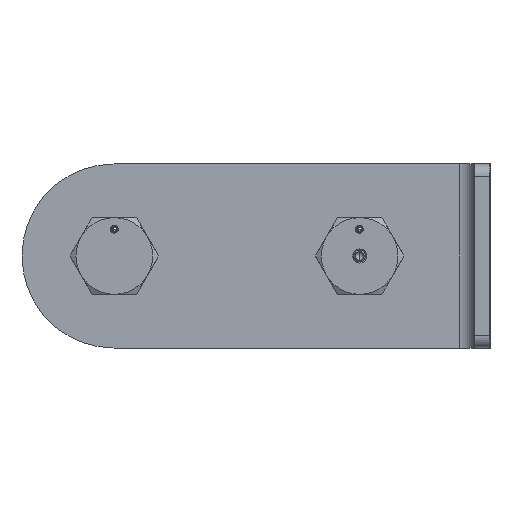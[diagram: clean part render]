
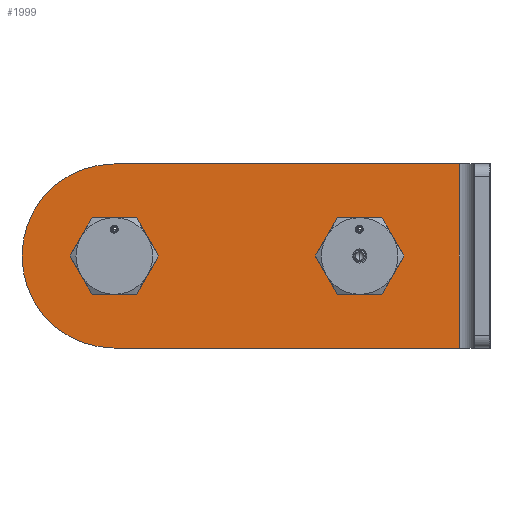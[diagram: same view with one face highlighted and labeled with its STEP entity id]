
A CAD part, left-side view. The second image highlights one B-rep face of the part: STEP entity #1999.
In plain terms, the highlighted planar face has unit normal (-1, 0, 0).
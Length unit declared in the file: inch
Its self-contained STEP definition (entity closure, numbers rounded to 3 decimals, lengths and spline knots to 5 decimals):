
#10 = EDGE_CURVE ( 'NONE', #15730, #5189, #8434, .T. ) ;
#147 = CARTESIAN_POINT ( 'NONE',  ( -7.8205, 0.006, 0.50046 ) ) ;
#332 = VERTEX_POINT ( 'NONE', #6743 ) ;
#709 = EDGE_LOOP ( 'NONE', ( #11339, #7230, #8764 ) ) ;
#769 = CARTESIAN_POINT ( 'NONE',  ( -7.8205, 0., 0. ) ) ;
#873 = DIRECTION ( 'NONE',  ( 0., 0., -1. ) ) ;
#1120 = DIRECTION ( 'NONE',  ( 0., 0., -1. ) ) ;
#1123 = ORIENTED_EDGE ( 'NONE', *, *, #11344, .F. ) ;
#1407 = CARTESIAN_POINT ( 'NONE',  ( -7.8205, -1.625, -1.5 ) ) ;
#1999 = ADVANCED_FACE ( 'NONE', ( #11690, #15648, #4038 ), #14484, .F. ) ;
#2034 = DIRECTION ( 'NONE',  ( 0., 0., 1. ) ) ;
#2155 = CARTESIAN_POINT ( 'NONE',  ( -7.8205, 4., 0.438 ) ) ;
#2299 = VERTEX_POINT ( 'NONE', #3469 ) ;
#2454 = ORIENTED_EDGE ( 'NONE', *, *, #7084, .T. ) ;
#2821 = VERTEX_POINT ( 'NONE', #12769 ) ;
#2824 = EDGE_CURVE ( 'NONE', #2821, #9622, #6793, .T. ) ;
#2868 = DIRECTION ( 'NONE',  ( 1., 0., 0. ) ) ;
#2932 = ORIENTED_EDGE ( 'NONE', *, *, #8285, .T. ) ;
#2999 = VERTEX_POINT ( 'NONE', #7089 ) ;
#3149 = DIRECTION ( 'NONE',  ( 1., 0., 0. ) ) ;
#3261 = EDGE_CURVE ( 'NONE', #332, #4561, #4194, .T. ) ;
#3469 = CARTESIAN_POINT ( 'NONE',  ( -7.8205, 4., 0.5005 ) ) ;
#3968 = DIRECTION ( 'NONE',  ( 0., 1., 0. ) ) ;
#4038 = FACE_OUTER_BOUND ( 'NONE', #14194, .T. ) ;
#4044 = CIRCLE ( 'NONE', #13184, 0.0625 ) ;
#4194 = CIRCLE ( 'NONE', #14121, 0.45312 ) ;
#4561 = VERTEX_POINT ( 'NONE', #10835 ) ;
#4845 = AXIS2_PLACEMENT_3D ( 'NONE', #1407, #2868, #6589 ) ;
#4855 = DIRECTION ( 'NONE',  ( 1., 0., 0. ) ) ;
#4933 = DIRECTION ( 'NONE',  ( 0., 0., -1. ) ) ;
#4995 = EDGE_CURVE ( 'NONE', #12034, #5189, #15071, .T. ) ;
#5159 = DIRECTION ( 'NONE',  ( 0., 0., -1. ) ) ;
#5189 = VERTEX_POINT ( 'NONE', #15757 ) ;
#5624 = ORIENTED_EDGE ( 'NONE', *, *, #2824, .T. ) ;
#6315 = CARTESIAN_POINT ( 'NONE',  ( -7.8205, -1.625, -1.5 ) ) ;
#6347 = DIRECTION ( 'NONE',  ( 1., 0., 0. ) ) ;
#6589 = DIRECTION ( 'NONE',  ( 0., 0., -1. ) ) ;
#6743 = CARTESIAN_POINT ( 'NONE',  ( -7.8205, 4.06154, 0.44893 ) ) ;
#6793 = CIRCLE ( 'NONE', #16178, 0.0625 ) ;
#7084 = EDGE_CURVE ( 'NONE', #9622, #7359, #13506, .T. ) ;
#7089 = CARTESIAN_POINT ( 'NONE',  ( -7.8205, -1.625, -1.5 ) ) ;
#7230 = ORIENTED_EDGE ( 'NONE', *, *, #16430, .T. ) ;
#7301 = DIRECTION ( 'NONE',  ( 1., 0., 0. ) ) ;
#7359 = VERTEX_POINT ( 'NONE', #14305 ) ;
#7432 = ORIENTED_EDGE ( 'NONE', *, *, #10, .T. ) ;
#8044 = EDGE_CURVE ( 'NONE', #2999, #12034, #15310, .T. ) ;
#8284 = DIRECTION ( 'NONE',  ( 0., 0., 1. ) ) ;
#8285 = EDGE_CURVE ( 'NONE', #2999, #15730, #15465, .T. ) ;
#8377 = ORIENTED_EDGE ( 'NONE', *, *, #4995, .F. ) ;
#8434 = LINE ( 'NONE', #13221, #16346 ) ;
#8475 = DIRECTION ( 'NONE',  ( -1., 0., 0. ) ) ;
#8521 = CARTESIAN_POINT ( 'NONE',  ( -7.8205, 4., 0. ) ) ;
#8557 = CARTESIAN_POINT ( 'NONE',  ( -7.8205, 0.006, 0.43796 ) ) ;
#8764 = ORIENTED_EDGE ( 'NONE', *, *, #15710, .T. ) ;
#9284 = EDGE_LOOP ( 'NONE', ( #1123, #5624, #2454 ) ) ;
#9622 = VERTEX_POINT ( 'NONE', #147 ) ;
#10046 = VECTOR ( 'NONE', #3968, 39.37008 ) ;
#10052 = CARTESIAN_POINT ( 'NONE',  ( -7.8205, -1.625, 1.5 ) ) ;
#10108 = CARTESIAN_POINT ( 'NONE',  ( -7.8205, -1.625, -1.5 ) ) ;
#10118 = CARTESIAN_POINT ( 'NONE',  ( -7.8205, 0.006, 0.43796 ) ) ;
#10721 = ORIENTED_EDGE ( 'NONE', *, *, #8044, .F. ) ;
#10835 = CARTESIAN_POINT ( 'NONE',  ( -7.8205, 3.93846, 0.44893 ) ) ;
#11339 = ORIENTED_EDGE ( 'NONE', *, *, #3261, .F. ) ;
#11344 = EDGE_CURVE ( 'NONE', #2821, #7359, #14954, .T. ) ;
#11690 = FACE_BOUND ( 'NONE', #9284, .T. ) ;
#12034 = VERTEX_POINT ( 'NONE', #13490 ) ;
#12251 = AXIS2_PLACEMENT_3D ( 'NONE', #769, #8475, #13605 ) ;
#12643 = CARTESIAN_POINT ( 'NONE',  ( -7.8205, 4., 0.438 ) ) ;
#12769 = CARTESIAN_POINT ( 'NONE',  ( -7.8205, 0.06768, 0.44804 ) ) ;
#13024 = VECTOR ( 'NONE', #15210, 39.37008 ) ;
#13184 = AXIS2_PLACEMENT_3D ( 'NONE', #12643, #7301, #4933 ) ;
#13221 = CARTESIAN_POINT ( 'NONE',  ( -7.8205, -1.625, 1.5 ) ) ;
#13490 = CARTESIAN_POINT ( 'NONE',  ( -7.8205, 4.005, -1.5 ) ) ;
#13506 = CIRCLE ( 'NONE', #15903, 0.0625 ) ;
#13566 = DIRECTION ( 'NONE',  ( 0., 1., 0. ) ) ;
#13572 = DIRECTION ( 'NONE',  ( -1., 0., 0. ) ) ;
#13605 = DIRECTION ( 'NONE',  ( 0., 0., 1. ) ) ;
#13937 = DIRECTION ( 'NONE',  ( 1., 0., 0. ) ) ;
#14121 = AXIS2_PLACEMENT_3D ( 'NONE', #8521, #13572, #2034 ) ;
#14194 = EDGE_LOOP ( 'NONE', ( #7432, #8377, #10721, #2932 ) ) ;
#14305 = CARTESIAN_POINT ( 'NONE',  ( -7.8205, -0.05538, 0.44973 ) ) ;
#14484 = PLANE ( 'NONE',  #4845 ) ;
#14549 = AXIS2_PLACEMENT_3D ( 'NONE', #14680, #3149, #8284 ) ;
#14680 = CARTESIAN_POINT ( 'NONE',  ( -7.8205, 4.005, 0. ) ) ;
#14954 = CIRCLE ( 'NONE', #12251, 0.45312 ) ;
#15071 = CIRCLE ( 'NONE', #14549, 1.5 ) ;
#15210 = DIRECTION ( 'NONE',  ( 0., 0., 1. ) ) ;
#15310 = LINE ( 'NONE', #10108, #10046 ) ;
#15465 = LINE ( 'NONE', #6315, #13024 ) ;
#15648 = FACE_BOUND ( 'NONE', #709, .T. ) ;
#15710 = EDGE_CURVE ( 'NONE', #2299, #4561, #4044, .T. ) ;
#15730 = VERTEX_POINT ( 'NONE', #10052 ) ;
#15757 = CARTESIAN_POINT ( 'NONE',  ( -7.8205, 4.005, 1.5 ) ) ;
#15903 = AXIS2_PLACEMENT_3D ( 'NONE', #10118, #6347, #5159 ) ;
#15912 = AXIS2_PLACEMENT_3D ( 'NONE', #2155, #4855, #873 ) ;
#16178 = AXIS2_PLACEMENT_3D ( 'NONE', #8557, #13937, #1120 ) ;
#16188 = CIRCLE ( 'NONE', #15912, 0.0625 ) ;
#16346 = VECTOR ( 'NONE', #13566, 39.37008 ) ;
#16430 = EDGE_CURVE ( 'NONE', #332, #2299, #16188, .T. ) ;
